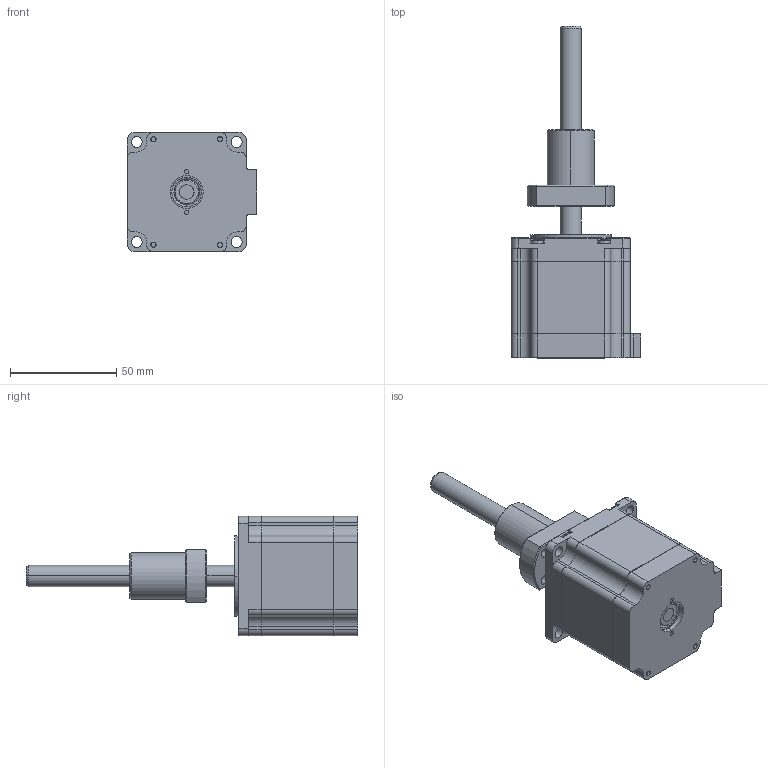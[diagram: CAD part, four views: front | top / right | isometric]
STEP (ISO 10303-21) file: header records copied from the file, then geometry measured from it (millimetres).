
FILE_DESCRIPTION (( 'STEP AP214' ), '1' );
FILE_NAME ('BE238S-B1010-100-FF1-0-220.STEP', '2023-12-05T01:01:23', ( '' ), ( '' ), 'SwSTEP 2.0', 'SolidWorks 2018', '' );
FILE_SCHEMA (( 'AUTOMOTIVE_DESIGN' ));
Length unit declared in the file: millimetre
Products named in the file (1): BE238S-B1010-100-FF1-0-220
Bounding box: 61.2 x 156.5 x 56.2 mm (x, y, z)
Volume: 162541.7 mm3; surface area: 55145.8 mm2
Topology: 7 solids, 9 shells, 906 faces, 2326 edges, 1492 vertices
Faces by surface type: cylinder 393, plane 355, cone 116, torus 22, bspline 12, sphere 8
Entity records: 52999 total; most frequent: CARTESIAN_POINT 21589, ORIENTED_EDGE 4652, DIRECTION 4295, EDGE_CURVE 2326, AXIS2_PLACEMENT_3D 1550, VERTEX_POINT 1492, VECTOR 1195, LINE 1195
